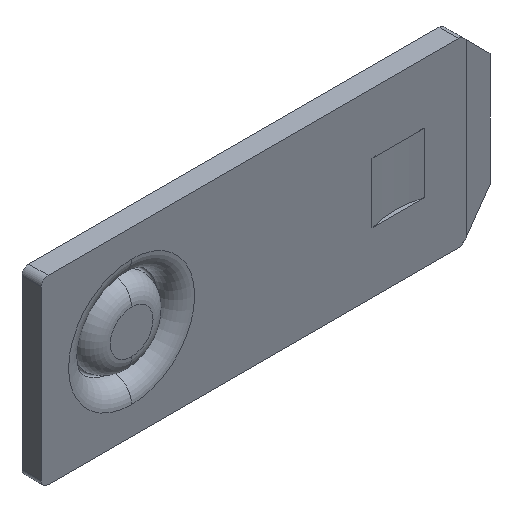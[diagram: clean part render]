
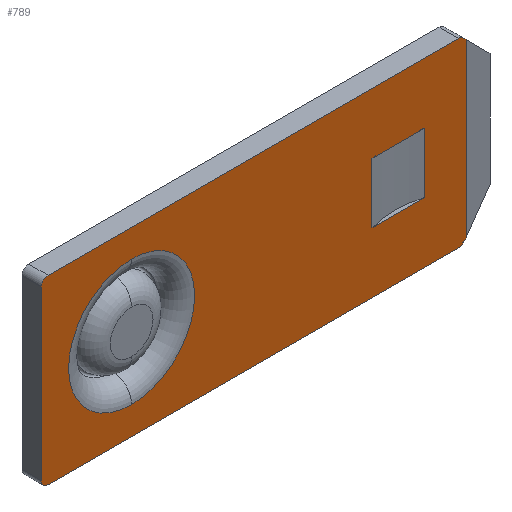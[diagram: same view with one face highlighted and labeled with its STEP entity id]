
A CAD part, isometric view. The second image highlights one B-rep face of the part: STEP entity #789.
In plain terms, the highlighted planar face has unit normal (0, -1, 0).
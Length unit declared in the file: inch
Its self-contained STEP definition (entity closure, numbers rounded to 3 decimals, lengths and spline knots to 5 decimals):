
#4 = DIRECTION ( 'NONE',  ( 0., 0., -1. ) ) ;
#8 = VERTEX_POINT ( 'NONE', #436 ) ;
#9 = DIRECTION ( 'NONE',  ( 0., -1., 0. ) ) ;
#10 = DIRECTION ( 'NONE',  ( 0.707, 0., 0.707 ) ) ;
#15 = CARTESIAN_POINT ( 'NONE',  ( 0.176, 0., 0.0175 ) ) ;
#28 = DIRECTION ( 'NONE',  ( 0., -1., 0. ) ) ;
#39 = FACE_BOUND ( 'NONE', #291, .T. ) ;
#47 = AXIS2_PLACEMENT_3D ( 'NONE', #152, #9, #4 ) ;
#52 = VECTOR ( 'NONE', #600, 39.37008 ) ;
#63 = PLANE ( 'NONE',  #47 ) ;
#95 = AXIS2_PLACEMENT_3D ( 'NONE', #703, #651, #656 ) ;
#102 = EDGE_CURVE ( 'NONE', #230, #8, #468, .T. ) ;
#105 = VERTEX_POINT ( 'NONE', #425 ) ;
#106 = DIRECTION ( 'NONE',  ( 0., 0., -1. ) ) ;
#108 = LINE ( 'NONE', #586, #670 ) ;
#114 = AXIS2_PLACEMENT_3D ( 'NONE', #352, #361, #358 ) ;
#119 = EDGE_CURVE ( 'NONE', #601, #183, #420, .T. ) ;
#123 = LINE ( 'NONE', #799, #331 ) ;
#126 = LINE ( 'NONE', #477, #682 ) ;
#128 = CARTESIAN_POINT ( 'NONE',  ( -0.368, 0., 0.0865 ) ) ;
#130 = CARTESIAN_POINT ( 'NONE',  ( 0.06705, 0., 0.09145 ) ) ;
#131 = ORIENTED_EDGE ( 'NONE', *, *, #242, .T. ) ;
#133 = CARTESIAN_POINT ( 'NONE',  ( 0.07, 0., 0.0885 ) ) ;
#143 = ORIENTED_EDGE ( 'NONE', *, *, #119, .F. ) ;
#148 = VECTOR ( 'NONE', #10, 39.37008 ) ;
#150 = AXIS2_PLACEMENT_3D ( 'NONE', #380, #406, #905 ) ;
#152 = CARTESIAN_POINT ( 'NONE',  ( 0.1, 0., 0.0935 ) ) ;
#171 = VERTEX_POINT ( 'NONE', #133 ) ;
#173 = DIRECTION ( 'NONE',  ( 0., -1., 0. ) ) ;
#178 = CARTESIAN_POINT ( 'NONE',  ( -0.361, 0., -0.0865 ) ) ;
#183 = VERTEX_POINT ( 'NONE', #128 ) ;
#191 = CARTESIAN_POINT ( 'NONE',  ( -0.361, 0., 0.0935 ) ) ;
#196 = CIRCLE ( 'NONE', #95, 0.065 ) ;
#206 = AXIS2_PLACEMENT_3D ( 'NONE', #481, #28, #106 ) ;
#210 = ORIENTED_EDGE ( 'NONE', *, *, #217, .T. ) ;
#216 = EDGE_LOOP ( 'NONE', ( #575, #903, #210, #720, #131, #370, #908, #540, #143, #515 ) ) ;
#217 = EDGE_CURVE ( 'NONE', #8, #640, #744, .T. ) ;
#219 = FACE_OUTER_BOUND ( 'NONE', #216, .T. ) ;
#230 = VERTEX_POINT ( 'NONE', #895 ) ;
#234 = LINE ( 'NONE', #580, #52 ) ;
#242 = EDGE_CURVE ( 'NONE', #171, #784, #126, .T. ) ;
#260 = EDGE_CURVE ( 'NONE', #601, #683, #873, .T. ) ;
#291 = EDGE_LOOP ( 'NONE', ( #567, #660 ) ) ;
#293 = CARTESIAN_POINT ( 'NONE',  ( -0.368, 0., -0.0935 ) ) ;
#295 = EDGE_CURVE ( 'NONE', #503, #301, #828, .T. ) ;
#298 = DIRECTION ( 'NONE',  ( 0., 0., 1. ) ) ;
#301 = VERTEX_POINT ( 'NONE', #677 ) ;
#311 = VERTEX_POINT ( 'NONE', #681 ) ;
#331 = VECTOR ( 'NONE', #802, 39.37008 ) ;
#352 = CARTESIAN_POINT ( 'NONE',  ( 0.0621, 0., -0.0865 ) ) ;
#357 = ORIENTED_EDGE ( 'NONE', *, *, #508, .F. ) ;
#358 = DIRECTION ( 'NONE',  ( 0., 0., -1. ) ) ;
#361 = DIRECTION ( 'NONE',  ( 0., -1., 0. ) ) ;
#370 = ORIENTED_EDGE ( 'NONE', *, *, #834, .T. ) ;
#376 = CIRCLE ( 'NONE', #206, 0.007 ) ;
#380 = CARTESIAN_POINT ( 'NONE',  ( 0.0621, 0., 0.0865 ) ) ;
#394 = DIRECTION ( 'NONE',  ( 1., 0., 0. ) ) ;
#404 = EDGE_LOOP ( 'NONE', ( #357, #825, #653, #479 ) ) ;
#406 = DIRECTION ( 'NONE',  ( 0., -1., 0. ) ) ;
#420 = LINE ( 'NONE', #293, #581 ) ;
#425 = CARTESIAN_POINT ( 'NONE',  ( -0.27494, 0., -0.065 ) ) ;
#436 = CARTESIAN_POINT ( 'NONE',  ( 0.06705, 0., -0.09145 ) ) ;
#440 = CARTESIAN_POINT ( 'NONE',  ( 0.027, 0., -0.031 ) ) ;
#443 = CARTESIAN_POINT ( 'NONE',  ( -0.027, 0., 0.031 ) ) ;
#461 = EDGE_CURVE ( 'NONE', #640, #171, #234, .T. ) ;
#466 = VECTOR ( 'NONE', #394, 39.37008 ) ;
#468 = CIRCLE ( 'NONE', #114, 0.007 ) ;
#477 = CARTESIAN_POINT ( 'NONE',  ( 0.0825, 0., 0.076 ) ) ;
#479 = ORIENTED_EDGE ( 'NONE', *, *, #710, .T. ) ;
#481 = CARTESIAN_POINT ( 'NONE',  ( -0.361, 0., 0.0865 ) ) ;
#483 = VERTEX_POINT ( 'NONE', #502 ) ;
#494 = LINE ( 'NONE', #774, #848 ) ;
#502 = CARTESIAN_POINT ( 'NONE',  ( -0.27494, 0., 0.065 ) ) ;
#503 = VERTEX_POINT ( 'NONE', #578 ) ;
#508 = EDGE_CURVE ( 'NONE', #301, #621, #594, .T. ) ;
#515 = ORIENTED_EDGE ( 'NONE', *, *, #260, .T. ) ;
#527 = CARTESIAN_POINT ( 'NONE',  ( -0.027, 0., 0.031 ) ) ;
#540 = ORIENTED_EDGE ( 'NONE', *, *, #852, .T. ) ;
#543 = DIRECTION ( 'NONE',  ( 0., 0., -1. ) ) ;
#567 = ORIENTED_EDGE ( 'NONE', *, *, #803, .F. ) ;
#570 = CARTESIAN_POINT ( 'NONE',  ( -0.361, 0., -0.0935 ) ) ;
#573 = VECTOR ( 'NONE', #298, 39.37008 ) ;
#575 = ORIENTED_EDGE ( 'NONE', *, *, #898, .F. ) ;
#576 = DIRECTION ( 'NONE',  ( -0.707, 0., 0.707 ) ) ;
#578 = CARTESIAN_POINT ( 'NONE',  ( -0.027, 0., -0.031 ) ) ;
#579 = FACE_BOUND ( 'NONE', #404, .T. ) ;
#580 = CARTESIAN_POINT ( 'NONE',  ( 0.07, 0., -0.0935 ) ) ;
#581 = VECTOR ( 'NONE', #629, 39.37008 ) ;
#586 = CARTESIAN_POINT ( 'NONE',  ( -0.368, 0., 0.0935 ) ) ;
#594 = LINE ( 'NONE', #440, #573 ) ;
#600 = DIRECTION ( 'NONE',  ( 0., 0., 1. ) ) ;
#601 = VERTEX_POINT ( 'NONE', #782 ) ;
#621 = VERTEX_POINT ( 'NONE', #740 ) ;
#629 = DIRECTION ( 'NONE',  ( 0., 0., 1. ) ) ;
#640 = VERTEX_POINT ( 'NONE', #665 ) ;
#646 = LINE ( 'NONE', #443, #466 ) ;
#651 = DIRECTION ( 'NONE',  ( 0., -1., 0. ) ) ;
#653 = ORIENTED_EDGE ( 'NONE', *, *, #882, .T. ) ;
#656 = DIRECTION ( 'NONE',  ( 0., 0., -1. ) ) ;
#660 = ORIENTED_EDGE ( 'NONE', *, *, #807, .F. ) ;
#662 = EDGE_CURVE ( 'NONE', #850, #311, #108, .T. ) ;
#665 = CARTESIAN_POINT ( 'NONE',  ( 0.07, 0., -0.0885 ) ) ;
#670 = VECTOR ( 'NONE', #676, 39.37008 ) ;
#676 = DIRECTION ( 'NONE',  ( 1., 0., 0. ) ) ;
#677 = CARTESIAN_POINT ( 'NONE',  ( 0.027, 0., -0.031 ) ) ;
#681 = CARTESIAN_POINT ( 'NONE',  ( 0.0621, 0., 0.0935 ) ) ;
#682 = VECTOR ( 'NONE', #576, 39.37008 ) ;
#683 = VERTEX_POINT ( 'NONE', #570 ) ;
#685 = DIRECTION ( 'NONE',  ( 1., 0., 0. ) ) ;
#698 = CARTESIAN_POINT ( 'NONE',  ( -0.027, 0., -0.031 ) ) ;
#702 = AXIS2_PLACEMENT_3D ( 'NONE', #178, #173, #543 ) ;
#703 = CARTESIAN_POINT ( 'NONE',  ( -0.27494, 0., 0. ) ) ;
#710 = EDGE_CURVE ( 'NONE', #845, #621, #646, .T. ) ;
#720 = ORIENTED_EDGE ( 'NONE', *, *, #461, .T. ) ;
#723 = DIRECTION ( 'NONE',  ( -1., 0., 0. ) ) ;
#740 = CARTESIAN_POINT ( 'NONE',  ( 0.027, 0., 0.031 ) ) ;
#744 = LINE ( 'NONE', #15, #148 ) ;
#762 = CARTESIAN_POINT ( 'NONE',  ( -0.27494, 0., 0. ) ) ;
#771 = DIRECTION ( 'NONE',  ( 0., -1., 0. ) ) ;
#774 = CARTESIAN_POINT ( 'NONE',  ( 0.1, 0., -0.0935 ) ) ;
#782 = CARTESIAN_POINT ( 'NONE',  ( -0.368, 0., -0.0865 ) ) ;
#784 = VERTEX_POINT ( 'NONE', #130 ) ;
#789 = ADVANCED_FACE ( 'NONE', ( #39, #219, #579 ), #63, .T. ) ;
#794 = DIRECTION ( 'NONE',  ( 0., 0., -1. ) ) ;
#799 = CARTESIAN_POINT ( 'NONE',  ( -0.027, 0., -0.031 ) ) ;
#802 = DIRECTION ( 'NONE',  ( 0., 0., 1. ) ) ;
#803 = EDGE_CURVE ( 'NONE', #105, #483, #926, .T. ) ;
#807 = EDGE_CURVE ( 'NONE', #483, #105, #196, .T. ) ;
#825 = ORIENTED_EDGE ( 'NONE', *, *, #295, .F. ) ;
#828 = LINE ( 'NONE', #698, #849 ) ;
#834 = EDGE_CURVE ( 'NONE', #784, #311, #911, .T. ) ;
#845 = VERTEX_POINT ( 'NONE', #527 ) ;
#848 = VECTOR ( 'NONE', #723, 39.37008 ) ;
#849 = VECTOR ( 'NONE', #685, 39.37008 ) ;
#850 = VERTEX_POINT ( 'NONE', #191 ) ;
#852 = EDGE_CURVE ( 'NONE', #850, #183, #376, .T. ) ;
#873 = CIRCLE ( 'NONE', #702, 0.007 ) ;
#882 = EDGE_CURVE ( 'NONE', #503, #845, #123, .T. ) ;
#895 = CARTESIAN_POINT ( 'NONE',  ( 0.0621, 0., -0.0935 ) ) ;
#898 = EDGE_CURVE ( 'NONE', #230, #683, #494, .T. ) ;
#903 = ORIENTED_EDGE ( 'NONE', *, *, #102, .T. ) ;
#905 = DIRECTION ( 'NONE',  ( 0., 0., -1. ) ) ;
#908 = ORIENTED_EDGE ( 'NONE', *, *, #662, .F. ) ;
#911 = CIRCLE ( 'NONE', #150, 0.007 ) ;
#926 = CIRCLE ( 'NONE', #932, 0.065 ) ;
#932 = AXIS2_PLACEMENT_3D ( 'NONE', #762, #771, #794 ) ;
